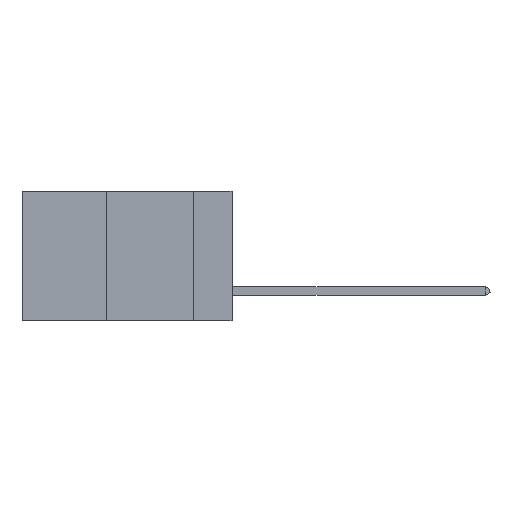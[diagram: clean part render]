
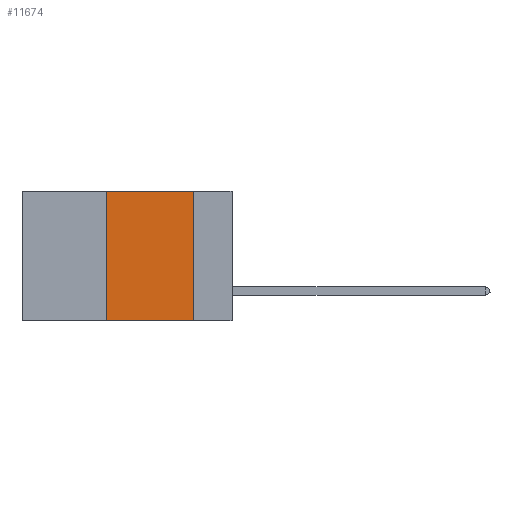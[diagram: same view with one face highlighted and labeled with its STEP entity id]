
A CAD part, left-side view. The second image highlights one B-rep face of the part: STEP entity #11674.
In plain terms, the highlighted planar face has unit normal (-1, 0, 0).
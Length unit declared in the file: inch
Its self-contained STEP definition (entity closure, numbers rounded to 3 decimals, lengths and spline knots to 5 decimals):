
#1267 = PLANE ( 'NONE',  #5856 ) ;
#1723 = VECTOR ( 'NONE', #39702, 39.37008 ) ;
#2630 = LINE ( 'NONE', #15828, #27212 ) ;
#4426 = VECTOR ( 'NONE', #28971, 39.37008 ) ;
#5338 = DIRECTION ( 'NONE',  ( 0., -1., 0. ) ) ;
#5723 = VERTEX_POINT ( 'NONE', #16794 ) ;
#5856 = AXIS2_PLACEMENT_3D ( 'NONE', #27255, #13858, #18232 ) ;
#6621 = EDGE_LOOP ( 'NONE', ( #17796, #8107, #18105, #25532 ) ) ;
#7848 = LINE ( 'NONE', #37745, #35424 ) ;
#8107 = ORIENTED_EDGE ( 'NONE', *, *, #10525, .F. ) ;
#9020 = LINE ( 'NONE', #22810, #4426 ) ;
#10525 = EDGE_CURVE ( 'NONE', #5723, #11995, #7848, .T. ) ;
#10874 = CARTESIAN_POINT ( 'NONE',  ( 0., 0.11, 0. ) ) ;
#11674 = ADVANCED_FACE ( 'NONE', ( #38814 ), #1267, .F. ) ;
#11995 = VERTEX_POINT ( 'NONE', #10874 ) ;
#13858 = DIRECTION ( 'NONE',  ( 1., 0., 0. ) ) ;
#15828 = CARTESIAN_POINT ( 'NONE',  ( 0., 0.36, 0. ) ) ;
#15959 = DIRECTION ( 'NONE',  ( 0., 0., 1. ) ) ;
#16468 = VERTEX_POINT ( 'NONE', #41258 ) ;
#16794 = CARTESIAN_POINT ( 'NONE',  ( 0., 0.36, 0. ) ) ;
#17796 = ORIENTED_EDGE ( 'NONE', *, *, #28686, .F. ) ;
#17871 = EDGE_CURVE ( 'NONE', #21365, #16468, #19867, .T. ) ;
#18105 = ORIENTED_EDGE ( 'NONE', *, *, #26270, .F. ) ;
#18232 = DIRECTION ( 'NONE',  ( 0., 0., -1. ) ) ;
#19867 = LINE ( 'NONE', #40272, #1723 ) ;
#21365 = VERTEX_POINT ( 'NONE', #21479 ) ;
#21479 = CARTESIAN_POINT ( 'NONE',  ( 0., 0.36, -0.37 ) ) ;
#22810 = CARTESIAN_POINT ( 'NONE',  ( 0., 0.11, 0. ) ) ;
#25532 = ORIENTED_EDGE ( 'NONE', *, *, #17871, .T. ) ;
#26270 = EDGE_CURVE ( 'NONE', #21365, #5723, #2630, .T. ) ;
#27212 = VECTOR ( 'NONE', #15959, 39.37008 ) ;
#27255 = CARTESIAN_POINT ( 'NONE',  ( 0., 0.6, 0. ) ) ;
#28686 = EDGE_CURVE ( 'NONE', #11995, #16468, #9020, .T. ) ;
#28971 = DIRECTION ( 'NONE',  ( 0., 0., -1. ) ) ;
#35424 = VECTOR ( 'NONE', #5338, 39.37008 ) ;
#37745 = CARTESIAN_POINT ( 'NONE',  ( 0., 0.6, 0. ) ) ;
#38814 = FACE_OUTER_BOUND ( 'NONE', #6621, .T. ) ;
#39702 = DIRECTION ( 'NONE',  ( 0., -1., 0. ) ) ;
#40272 = CARTESIAN_POINT ( 'NONE',  ( 0., 0.6, -0.37 ) ) ;
#41258 = CARTESIAN_POINT ( 'NONE',  ( 0., 0.11, -0.37 ) ) ;
